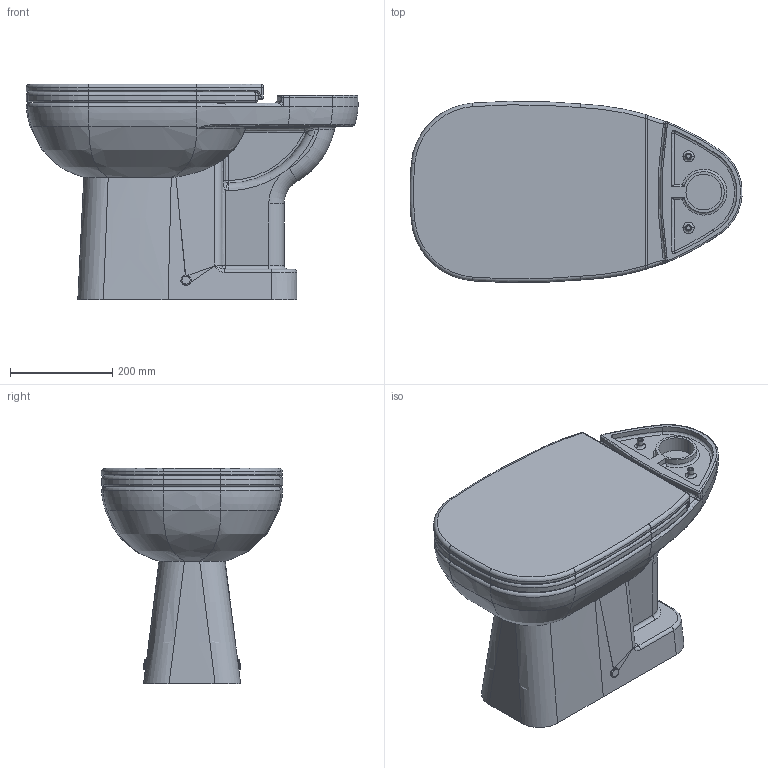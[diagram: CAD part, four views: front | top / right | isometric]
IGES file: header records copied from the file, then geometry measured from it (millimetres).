
Global section: file name: No Iges File Name specified; native system: AutoDesk Inventor R11.0; preprocessor: AutoDesk Inventor Iges Exporter R11.0; author: No Author specified; organization: No Organization specified; date: 20071120.210816; units: millimetre
Bounding box: 650.19 x 355.02 x 422 mm (x, y, z)
Volume: 25433620 mm3; surface area: 1542682.8 mm2
Topology: 5 solids, 5 shells, 397 faces, 918 edges, 530 vertices
Faces by surface type: bspline 101, torus 91, cylinder 68, revolution 67, plane 62, sphere 8
